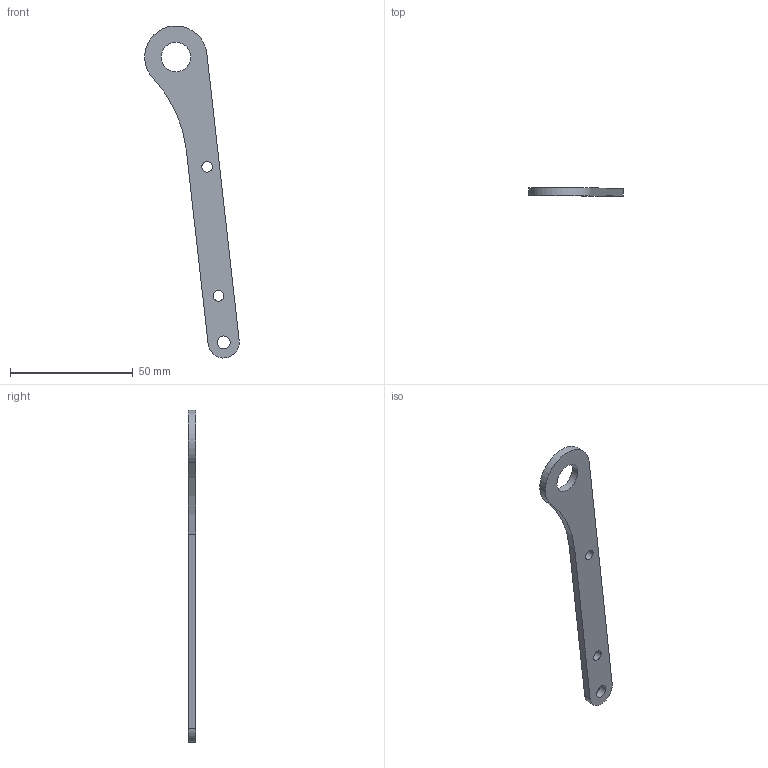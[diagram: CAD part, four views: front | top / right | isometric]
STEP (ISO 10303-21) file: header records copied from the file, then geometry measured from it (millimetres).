
FILE_DESCRIPTION(/* description */ ('SCISSOR ARM A LINK'),/* implementation_level */ '2;1');
FILE_NAME(/* name */ 'OH3A3-133_SCISSOR ARM A LINK_-_V50.step',/* time_stamp */ '2023-06-02T19:52:59-05:00',/* author */ (''),/* organization */ (''),/* preprocessor_version */ 'ST-DEVELOPER v19.2',/* originating_system */ 'Autodesk Translation Framework v12.4.0.73',/* authorisation */ '');
FILE_SCHEMA (('AUTOMOTIVE_DESIGN { 1 0 10303 214 3 1 1 }'));
Length unit declared in the file: inch
Products named in the file (1): OH3A3-133
Bounding box: 38.48 x 3.17 x 135.2 mm (x, y, z)
Volume: 5829.4 mm3; surface area: 4876.2 mm2
Topology: 1 solids, 1 shells, 11 faces, 27 edges, 18 vertices
Faces by surface type: cylinder 7, plane 4
Full cylindrical faces by diameter (mm): 4.293 x2, 5.309 x1, 12 x1
Entity records: 393 total; most frequent: DIRECTION 65, CARTESIAN_POINT 57, ORIENTED_EDGE 54, EDGE_CURVE 27, AXIS2_PLACEMENT_3D 26, EDGE_LOOP 19, VERTEX_POINT 18, CIRCLE 14
